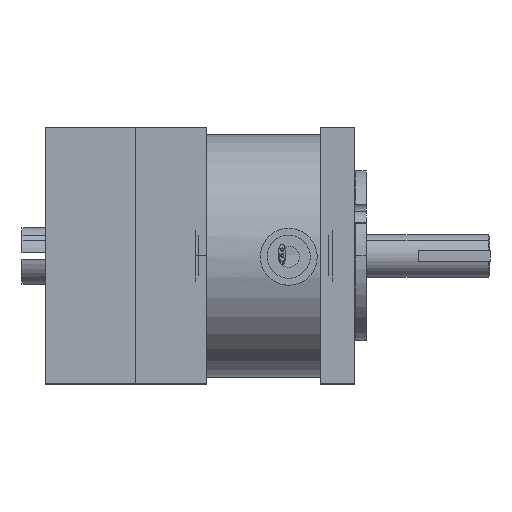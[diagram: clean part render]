
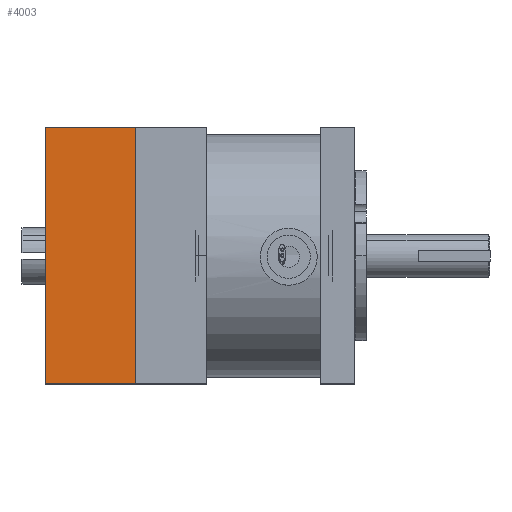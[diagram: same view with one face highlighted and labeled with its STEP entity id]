
A CAD part, top view. The second image highlights one B-rep face of the part: STEP entity #4003.
In plain terms, the highlighted planar face has unit normal (0, 0, 1).
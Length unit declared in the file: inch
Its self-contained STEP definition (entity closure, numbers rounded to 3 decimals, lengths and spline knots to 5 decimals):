
#868 = VECTOR ( 'NONE', #1803, 39.37008 ) ;
#995 = AXIS2_PLACEMENT_3D ( 'NONE', #2500, #2280, #2435 ) ;
#1072 = VECTOR ( 'NONE', #2298, 39.37008 ) ;
#1415 = VECTOR ( 'NONE', #1955, 39.37008 ) ;
#1585 = VECTOR ( 'NONE', #2569, 39.37008 ) ;
#1591 = FACE_OUTER_BOUND ( 'NONE', #5164, .T. ) ;
#1803 = DIRECTION ( 'NONE',  ( 0., -1., 0. ) ) ;
#1910 = CARTESIAN_POINT ( 'NONE',  ( -4.69625, -0.6034, -6.43453 ) ) ;
#1955 = DIRECTION ( 'NONE',  ( 1., 0., 0. ) ) ;
#2046 = CARTESIAN_POINT ( 'NONE',  ( -4.69625, 1.6466, -6.43453 ) ) ;
#2093 = LINE ( 'NONE', #2046, #1415 ) ;
#2280 = DIRECTION ( 'NONE',  ( 0., 0., 1. ) ) ;
#2298 = DIRECTION ( 'NONE',  ( 1., 0., 0. ) ) ;
#2343 = CARTESIAN_POINT ( 'NONE',  ( -3.90225, -0.6034, -6.43453 ) ) ;
#2369 = LINE ( 'NONE', #2343, #868 ) ;
#2435 = DIRECTION ( 'NONE',  ( 1., 0., 0. ) ) ;
#2470 = LINE ( 'NONE', #1910, #1072 ) ;
#2500 = CARTESIAN_POINT ( 'NONE',  ( -4.69625, -0.6034, -6.43453 ) ) ;
#2541 = PLANE ( 'NONE',  #995 ) ;
#2569 = DIRECTION ( 'NONE',  ( 0., -1., 0. ) ) ;
#2645 = CARTESIAN_POINT ( 'NONE',  ( -4.69625, -0.6034, -6.43453 ) ) ;
#2714 = LINE ( 'NONE', #2645, #1585 ) ;
#2899 = CARTESIAN_POINT ( 'NONE',  ( -4.69625, -0.6034, -6.43453 ) ) ;
#2936 = CARTESIAN_POINT ( 'NONE',  ( -4.69625, 1.6466, -6.43453 ) ) ;
#2983 = CARTESIAN_POINT ( 'NONE',  ( -3.90225, 1.6466, -6.43453 ) ) ;
#3036 = CARTESIAN_POINT ( 'NONE',  ( -3.90225, -0.6034, -6.43453 ) ) ;
#4003 = ADVANCED_FACE ( 'NONE', ( #1591 ), #2541, .T. ) ;
#4206 = EDGE_CURVE ( 'NONE', #5814, #4374, #2369, .T. ) ;
#4272 = EDGE_CURVE ( 'NONE', #4523, #4555, #2714, .T. ) ;
#4274 = EDGE_CURVE ( 'NONE', #4555, #4374, #2470, .T. ) ;
#4275 = EDGE_CURVE ( 'NONE', #4523, #5814, #2093, .T. ) ;
#4374 = VERTEX_POINT ( 'NONE', #3036 ) ;
#4523 = VERTEX_POINT ( 'NONE', #2936 ) ;
#4555 = VERTEX_POINT ( 'NONE', #2899 ) ;
#5164 = EDGE_LOOP ( 'NONE', ( #5872, #5847, #5900, #5843 ) ) ;
#5814 = VERTEX_POINT ( 'NONE', #2983 ) ;
#5843 = ORIENTED_EDGE ( 'NONE', *, *, #4274, .T. ) ;
#5847 = ORIENTED_EDGE ( 'NONE', *, *, #4275, .F. ) ;
#5872 = ORIENTED_EDGE ( 'NONE', *, *, #4206, .F. ) ;
#5900 = ORIENTED_EDGE ( 'NONE', *, *, #4272, .T. ) ;
